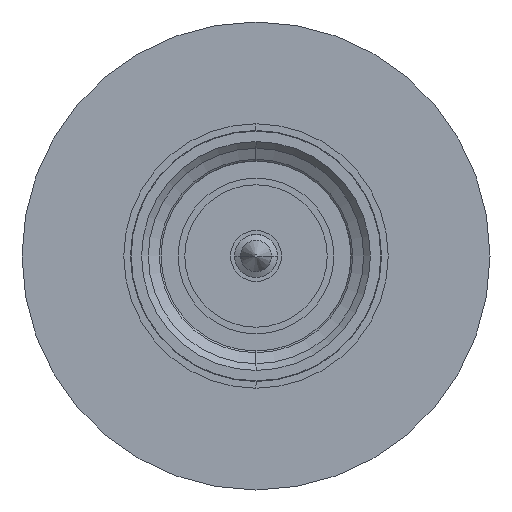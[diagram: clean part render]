
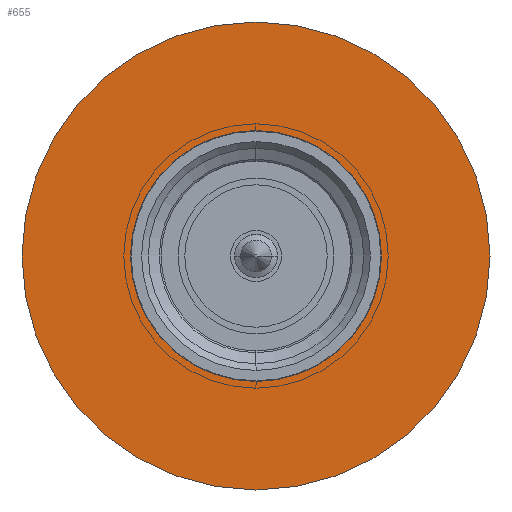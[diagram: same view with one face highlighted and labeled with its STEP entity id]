
A CAD part, front view. The second image highlights one B-rep face of the part: STEP entity #655.
In plain terms, the highlighted planar face has unit normal (0, -1, 0).
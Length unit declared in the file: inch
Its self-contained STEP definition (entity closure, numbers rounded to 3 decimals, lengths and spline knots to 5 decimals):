
#655 = ADVANCED_FACE ( 'NONE', ( #6557, #35432 ), #21273, .F. ) ;
#1035 = DIRECTION ( 'NONE',  ( 1., 0., 0. ) ) ;
#1255 = CIRCLE ( 'NONE', #31134, 0.145 ) ;
#3104 = AXIS2_PLACEMENT_3D ( 'NONE', #5257, #19956, #31622 ) ;
#3342 = DIRECTION ( 'NONE',  ( 0., -1., 0. ) ) ;
#3670 = DIRECTION ( 'NONE',  ( 0., -1., 0. ) ) ;
#4069 = DIRECTION ( 'NONE',  ( 0., 1., 0. ) ) ;
#4331 = VERTEX_POINT ( 'NONE', #18254 ) ;
#5257 = CARTESIAN_POINT ( 'NONE',  ( 0., 0., 0. ) ) ;
#5526 = CIRCLE ( 'NONE', #31766, 0.145 ) ;
#6235 = AXIS2_PLACEMENT_3D ( 'NONE', #26602, #3670, #6539 ) ;
#6539 = DIRECTION ( 'NONE',  ( 1., 0., 0. ) ) ;
#6557 = FACE_BOUND ( 'NONE', #18765, .T. ) ;
#6748 = EDGE_CURVE ( 'NONE', #15318, #37248, #5526, .T. ) ;
#6858 = EDGE_CURVE ( 'NONE', #37248, #15318, #1255, .T. ) ;
#6874 = CIRCLE ( 'NONE', #6235, 0.27165 ) ;
#7431 = EDGE_CURVE ( 'NONE', #36789, #4331, #9824, .T. ) ;
#8810 = EDGE_LOOP ( 'NONE', ( #28612, #36044 ) ) ;
#9824 = CIRCLE ( 'NONE', #3104, 0.27165 ) ;
#10007 = CARTESIAN_POINT ( 'NONE',  ( -0.145, 0., 0. ) ) ;
#13067 = CARTESIAN_POINT ( 'NONE',  ( 0., 0., 0. ) ) ;
#15318 = VERTEX_POINT ( 'NONE', #10007 ) ;
#15444 = EDGE_CURVE ( 'NONE', #4331, #36789, #6874, .T. ) ;
#16046 = CARTESIAN_POINT ( 'NONE',  ( 0.27165, 0., 0. ) ) ;
#18211 = DIRECTION ( 'NONE',  ( -1., 0., 0. ) ) ;
#18254 = CARTESIAN_POINT ( 'NONE',  ( -0.27165, 0., 0. ) ) ;
#18765 = EDGE_LOOP ( 'NONE', ( #22264, #27978 ) ) ;
#19167 = DIRECTION ( 'NONE',  ( 0., -1., 0. ) ) ;
#19956 = DIRECTION ( 'NONE',  ( 0., -1., 0. ) ) ;
#21273 = PLANE ( 'NONE',  #22853 ) ;
#21649 = CARTESIAN_POINT ( 'NONE',  ( 0., 0., 0. ) ) ;
#22264 = ORIENTED_EDGE ( 'NONE', *, *, #6858, .F. ) ;
#22853 = AXIS2_PLACEMENT_3D ( 'NONE', #21649, #4069, #18211 ) ;
#26602 = CARTESIAN_POINT ( 'NONE',  ( 0., 0., 0. ) ) ;
#27978 = ORIENTED_EDGE ( 'NONE', *, *, #6748, .F. ) ;
#28612 = ORIENTED_EDGE ( 'NONE', *, *, #7431, .T. ) ;
#30272 = CARTESIAN_POINT ( 'NONE',  ( 0., 0., 0. ) ) ;
#31134 = AXIS2_PLACEMENT_3D ( 'NONE', #13067, #19167, #36385 ) ;
#31622 = DIRECTION ( 'NONE',  ( 1., 0., 0. ) ) ;
#31766 = AXIS2_PLACEMENT_3D ( 'NONE', #30272, #3342, #1035 ) ;
#35432 = FACE_OUTER_BOUND ( 'NONE', #8810, .T. ) ;
#35516 = CARTESIAN_POINT ( 'NONE',  ( 0.145, 0., 0. ) ) ;
#36044 = ORIENTED_EDGE ( 'NONE', *, *, #15444, .T. ) ;
#36385 = DIRECTION ( 'NONE',  ( 1., 0., 0. ) ) ;
#36789 = VERTEX_POINT ( 'NONE', #16046 ) ;
#37248 = VERTEX_POINT ( 'NONE', #35516 ) ;
